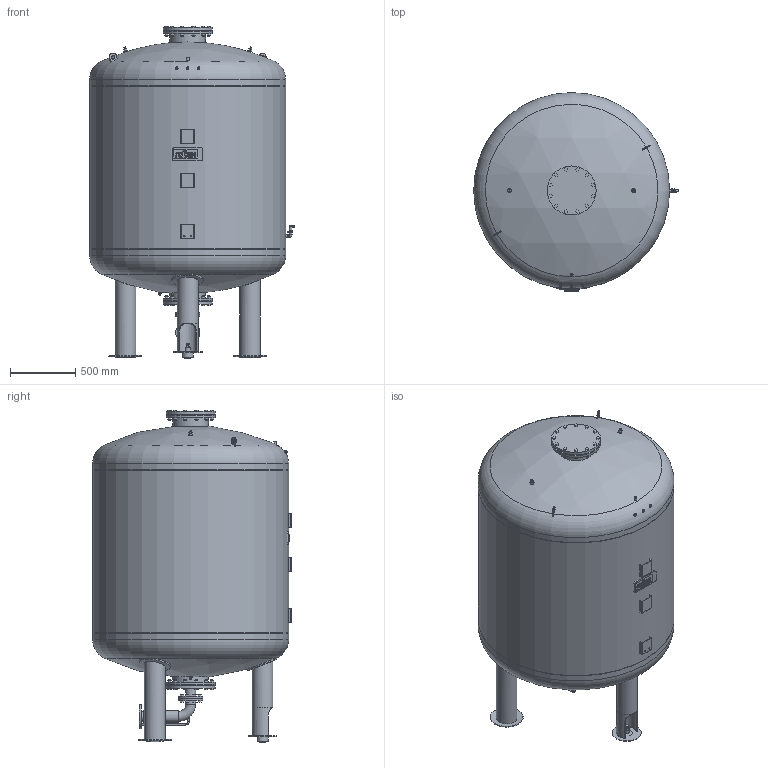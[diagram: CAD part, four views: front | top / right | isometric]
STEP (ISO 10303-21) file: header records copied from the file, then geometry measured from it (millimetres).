
FILE_DESCRIPTION(/* description */ (''),/* implementation_level */ '2;1');
FILE_NAME(/* name */ '3d_ReflexomatRG3000_10bar-8651505.stp',/* time_stamp */ '2017-01-18T08:16:57+01:00',/* author */ ('Andrzej'),/* organization */ (''),/* preprocessor_version */ 'ST-DEVELOPER v15.5',/* originating_system */ 'AutoCAD Mechanical',/* authorisation */ '');
FILE_SCHEMA (('AUTOMOTIVE_DESIGN { 1 0 10303 214 3 1 1 }'));
Length unit declared in the file: millimetre
Products named in the file (1): Product
Bounding box: 1566 x 1520 x 2542 mm (x, y, z)
Volume: 3107637192 mm3; surface area: 21026997.7 mm2
Topology: 40 solids, 40 shells, 1144 faces, 2713 edges, 1780 vertices
Faces by surface type: plane 783, cylinder 262, cone 61, torus 14, sphere 14, bspline 10
Full cylindrical faces by diameter (mm): 3 x1, 3.5 x1, 5 x1, 8 x1, 9 x2, 10 x2, 11.445 x3, 14.95 x1, 15 x1, 15.6 x2, 16 x64, 18 x24, 18.5 x4, 19 x1, 20 x4, 21.3 x3, 24 x1, 26 x1, 28 x2, 30 x4, 37 x1, 70.3 x3, 76.1 x3, 83.883 x1, 92.1 x1, 150 x1, 159 x3, 185 x3, 220 x1, 260.4 x2
Entity records: 32904 total; most frequent: CARTESIAN_POINT 6896, DIRECTION 5289, ORIENTED_EDGE 4884, EDGE_CURVE 2442, LINE 1763, VECTOR 1763, AXIS2_PLACEMENT_3D 1763, VERTEX_POINT 1740
